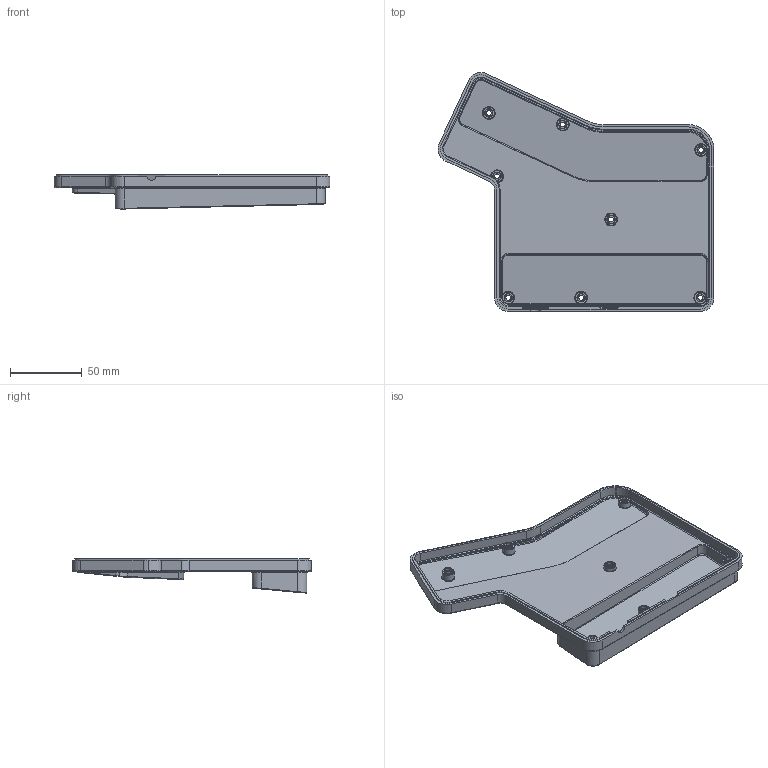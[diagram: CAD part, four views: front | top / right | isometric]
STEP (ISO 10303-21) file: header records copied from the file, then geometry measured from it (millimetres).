
FILE_DESCRIPTION (( 'STEP AP203' ), '1' );
FILE_NAME ('Single_BottomLeftCase.STEP', '2012-07-22T21:55:30', ( 'Dox' ), ( 'Microsoft' ), 'SwSTEP 2.0', 'SolidWorks 2011', '' );
FILE_SCHEMA (( 'CONFIG_CONTROL_DESIGN' ));
Length unit declared in the file: inch
Products named in the file (1): Single_BottomLeftCase
Bounding box: 192.12 x 166.29 x 23.74 mm (x, y, z)
Volume: 59401.5 mm3; surface area: 68827.2 mm2
Topology: 1 solids, 1 shells, 493 faces, 1173 edges, 703 vertices
Faces by surface type: cylinder 194, bspline 106, torus 101, plane 92
Entity records: 17430 total; most frequent: CARTESIAN_POINT 6525, ORIENTED_EDGE 2338, DIRECTION 2295, EDGE_CURVE 1169, AXIS2_PLACEMENT_3D 964, VERTEX_POINT 703, CIRCLE 576, EDGE_LOOP 534
